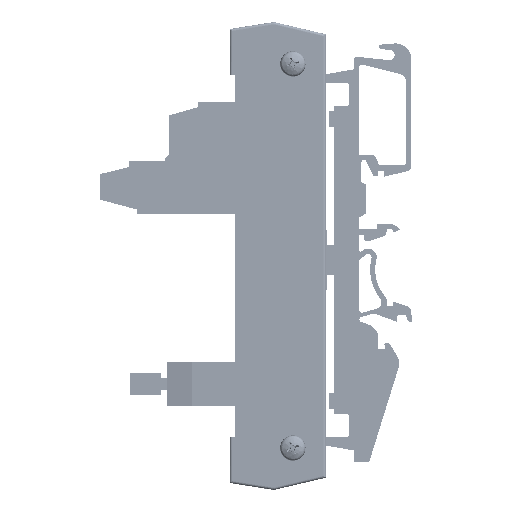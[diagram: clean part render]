
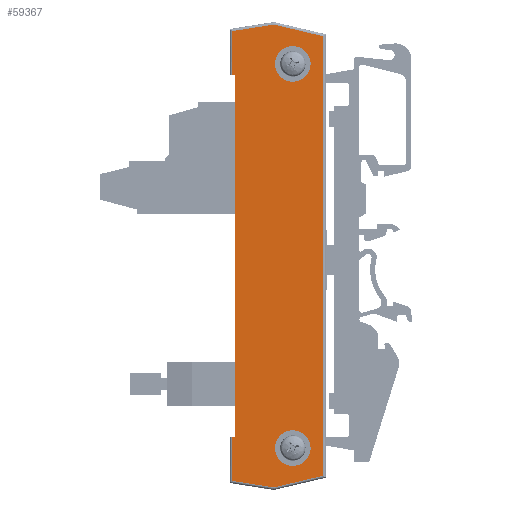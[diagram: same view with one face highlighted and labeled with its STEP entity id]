
A CAD part, left-side view. The second image highlights one B-rep face of the part: STEP entity #59367.
In plain terms, the highlighted face is planar.
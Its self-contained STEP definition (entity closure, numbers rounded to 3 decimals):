
#58906=CARTESIAN_POINT('',(-16.628,6.238,5.0));
#58907=VERTEX_POINT('',#58906);
#58914=CARTESIAN_POINT('',(54.672,6.238,5.0));
#58915=VERTEX_POINT('',#58914);
#58916=CARTESIAN_POINT('',(54.672,6.238,5.0));
#58917=DIRECTION('',(-1.0,0.0,0.0));
#58918=VECTOR('',#58917,71.3);
#58919=LINE('',#58916,#58918);
#58920=EDGE_CURVE('',#58915,#58907,#58919,.T.);
#59163=CARTESIAN_POINT('',(60.272,-5.162,5.0));
#59164=VERTEX_POINT('',#59163);
#59165=CARTESIAN_POINT('',(56.772,-5.162,5.0));
#59166=DIRECTION('',(0.0,0.0,-1.0));
#59167=DIRECTION('',(-1.0,0.0,0.0));
#59168=AXIS2_PLACEMENT_3D('',#59165,#59166,#59167);
#59169=CIRCLE('',#59168,3.5);
#59170=EDGE_CURVE('',#59164,#59164,#59169,.T.);
#59203=CARTESIAN_POINT('',(-15.228,-5.162,5.0));
#59204=VERTEX_POINT('',#59203);
#59205=CARTESIAN_POINT('',(-18.728,-5.162,5.0));
#59206=DIRECTION('',(0.0,0.0,-1.0));
#59207=DIRECTION('',(-1.0,0.0,0.0));
#59208=AXIS2_PLACEMENT_3D('',#59205,#59206,#59207);
#59209=CIRCLE('',#59208,3.5);
#59210=EDGE_CURVE('',#59204,#59204,#59209,.T.);
#59244=CARTESIAN_POINT('',(54.672,6.738,5.0));
#59245=VERTEX_POINT('',#59244);
#59246=CARTESIAN_POINT('',(54.672,6.738,5.0));
#59247=DIRECTION('',(0.0,-1.0,0.0));
#59248=VECTOR('',#59247,0.5);
#59249=LINE('',#59246,#59248);
#59250=EDGE_CURVE('',#59245,#58915,#59249,.T.);
#59275=CARTESIAN_POINT('',(-16.628,6.738,5.0));
#59276=VERTEX_POINT('',#59275);
#59284=CARTESIAN_POINT('',(-16.628,6.238,5.0));
#59285=DIRECTION('',(0.0,1.0,0.0));
#59286=VECTOR('',#59285,0.5);
#59287=LINE('',#59284,#59286);
#59288=EDGE_CURVE('',#58907,#59276,#59287,.T.);
#59297=CARTESIAN_POINT('',(19.022,-2.126,5.0));
#59298=DIRECTION('',(0.0,0.0,1.0));
#59299=DIRECTION('',(1.0,0.0,0.0));
#59300=AXIS2_PLACEMENT_3D('',#59297,#59298,#59299);
#59301=PLANE('',#59300);
#59302=ORIENTED_EDGE('',*,*,#59250,.T.);
#59303=ORIENTED_EDGE('',*,*,#58920,.T.);
#59304=ORIENTED_EDGE('',*,*,#59288,.T.);
#59305=CARTESIAN_POINT('',(-25.176,6.738,5.0));
#59306=VERTEX_POINT('',#59305);
#59307=CARTESIAN_POINT('',(-25.176,6.738,5.0));
#59308=DIRECTION('',(1.0,0.0,0.0));
#59309=VECTOR('',#59308,8.548);
#59310=LINE('',#59307,#59309);
#59311=EDGE_CURVE('',#59306,#59276,#59310,.T.);
#59312=ORIENTED_EDGE('',*,*,#59311,.F.);
#59313=CARTESIAN_POINT('',(-26.459,-1.405,5.0));
#59314=VERTEX_POINT('',#59313);
#59315=CARTESIAN_POINT('',(-26.459,-1.405,5.0));
#59316=DIRECTION('',(0.156,0.988,0.0));
#59317=VECTOR('',#59316,8.244);
#59318=LINE('',#59315,#59317);
#59319=EDGE_CURVE('',#59314,#59306,#59318,.T.);
#59320=ORIENTED_EDGE('',*,*,#59319,.F.);
#59321=CARTESIAN_POINT('',(-24.157,-11.162,5.0));
#59322=VERTEX_POINT('',#59321);
#59323=CARTESIAN_POINT('',(-24.157,-11.162,5.0));
#59324=DIRECTION('',(-0.23,0.973,0.0));
#59325=VECTOR('',#59324,10.024);
#59326=LINE('',#59323,#59325);
#59327=EDGE_CURVE('',#59322,#59314,#59326,.T.);
#59328=ORIENTED_EDGE('',*,*,#59327,.F.);
#59329=CARTESIAN_POINT('',(62.201,-11.162,5.0));
#59330=VERTEX_POINT('',#59329);
#59331=CARTESIAN_POINT('',(62.201,-11.162,5.0));
#59332=DIRECTION('',(-1.0,0.0,0.0));
#59333=VECTOR('',#59332,86.358);
#59334=LINE('',#59331,#59333);
#59335=EDGE_CURVE('',#59330,#59322,#59334,.T.);
#59336=ORIENTED_EDGE('',*,*,#59335,.F.);
#59337=CARTESIAN_POINT('',(64.503,-1.405,5.0));
#59338=VERTEX_POINT('',#59337);
#59339=CARTESIAN_POINT('',(64.503,-1.405,5.0));
#59340=DIRECTION('',(-0.23,-0.973,0.0));
#59341=VECTOR('',#59340,10.024);
#59342=LINE('',#59339,#59341);
#59343=EDGE_CURVE('',#59338,#59330,#59342,.T.);
#59344=ORIENTED_EDGE('',*,*,#59343,.F.);
#59345=CARTESIAN_POINT('',(63.22,6.738,5.0));
#59346=VERTEX_POINT('',#59345);
#59347=CARTESIAN_POINT('',(63.22,6.738,5.0));
#59348=DIRECTION('',(0.156,-0.988,0.0));
#59349=VECTOR('',#59348,8.244);
#59350=LINE('',#59347,#59349);
#59351=EDGE_CURVE('',#59346,#59338,#59350,.T.);
#59352=ORIENTED_EDGE('',*,*,#59351,.F.);
#59353=CARTESIAN_POINT('',(54.672,6.738,5.0));
#59354=DIRECTION('',(1.0,0.0,0.0));
#59355=VECTOR('',#59354,8.548);
#59356=LINE('',#59353,#59355);
#59357=EDGE_CURVE('',#59245,#59346,#59356,.T.);
#59358=ORIENTED_EDGE('',*,*,#59357,.F.);
#59359=EDGE_LOOP('',(#59302,#59303,#59304,#59312,#59320,#59328,#59336,#59344,#59352,#59358));
#59360=FACE_OUTER_BOUND('',#59359,.T.);
#59361=ORIENTED_EDGE('',*,*,#59170,.T.);
#59362=EDGE_LOOP('',(#59361));
#59363=FACE_BOUND('',#59362,.T.);
#59364=ORIENTED_EDGE('',*,*,#59210,.T.);
#59365=EDGE_LOOP('',(#59364));
#59366=FACE_BOUND('',#59365,.T.);
#59367=ADVANCED_FACE('',(#59360,#59363,#59366),#59301,.T.);
